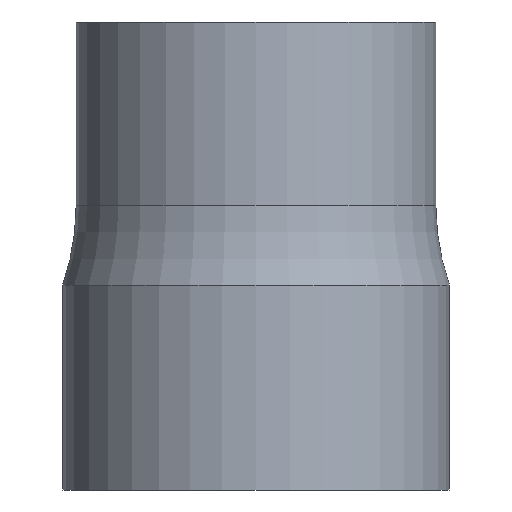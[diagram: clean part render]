
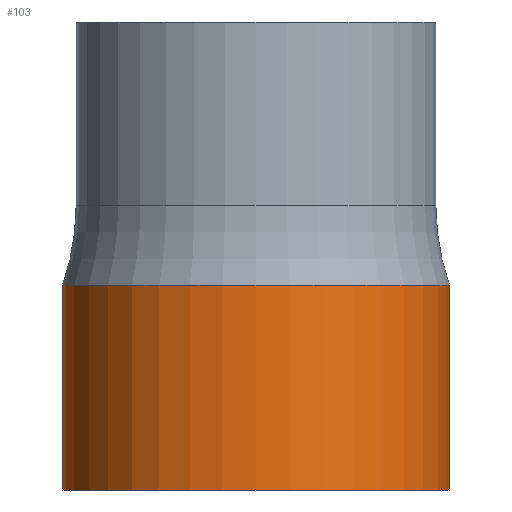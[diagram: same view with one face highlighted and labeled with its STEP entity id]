
A CAD part, front view. The second image highlights one B-rep face of the part: STEP entity #103.
In plain terms, the highlighted cylindrical face has radius 100 mm (diameter 200 mm), a full revolution.
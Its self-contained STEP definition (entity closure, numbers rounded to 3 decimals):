
#18=FACE_BOUND($,#37,.T.);
#29=FACE_OUTER_BOUND($,#36,.T.);
#36=EDGE_LOOP($,(#81));
#37=EDGE_LOOP($,(#82));
#54=CIRCLE($,#116,100.);
#55=CIRCLE($,#117,100.);
#63=VERTEX_POINT($,#173);
#64=VERTEX_POINT($,#175);
#72=EDGE_CURVE($,#63,#63,#54,.T.);
#73=EDGE_CURVE($,#64,#64,#55,.T.);
#81=ORIENTED_EDGE($,*,*,#72,.F.);
#82=ORIENTED_EDGE($,*,*,#73,.T.);
#99=CYLINDRICAL_SURFACE($,#115,100.);
#103=ADVANCED_FACE($,(#29,#18),#99,.T.);
#115=AXIS2_PLACEMENT_3D($,#172,#135,#136);
#116=AXIS2_PLACEMENT_3D($,#174,#137,#138);
#117=AXIS2_PLACEMENT_3D($,#176,#139,#140);
#135=DIRECTION('center_axis',(0.,0.,1.));
#136=DIRECTION('ref_axis',(0.,-1.,0.));
#137=DIRECTION('center_axis',(0.,0.,1.));
#138=DIRECTION('ref_axis',(0.,-1.,0.));
#139=DIRECTION('center_axis',(0.,0.,1.));
#140=DIRECTION('ref_axis',(0.,-1.,0.));
#172=CARTESIAN_POINT('Origin',(0.,0.,-62.17));
#173=CARTESIAN_POINT('',(0.,-100.,-9.17));
#174=CARTESIAN_POINT('Origin',(0.,0.,-9.17));
#175=CARTESIAN_POINT('',(0.,-100.,-115.17));
#176=CARTESIAN_POINT('Origin',(0.,0.,-115.17));
